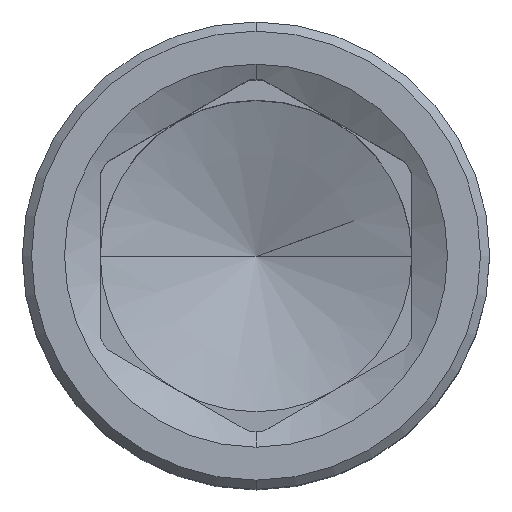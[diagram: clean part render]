
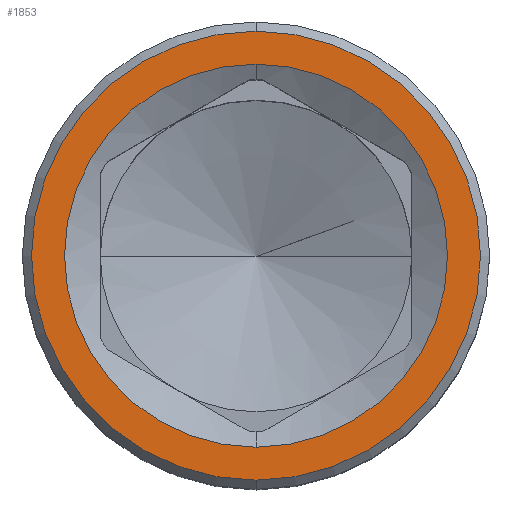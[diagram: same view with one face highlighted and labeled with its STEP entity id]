
A CAD part, top view. The second image highlights one B-rep face of the part: STEP entity #1853.
In plain terms, the highlighted planar face has unit normal (0, 0, 1).
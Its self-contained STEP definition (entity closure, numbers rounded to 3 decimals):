
#321=CARTESIAN_POINT('',(0.,0.,100.));
#322=DIRECTION('',(0.,0.,-1.));
#323=DIRECTION('',(0.,1.,0.));
#324=AXIS2_PLACEMENT_3D('',#321,#322,#323);
#326=CARTESIAN_POINT('',(0.,0.,100.));
#327=DIRECTION('',(0.,0.,-1.));
#328=DIRECTION('',(0.,-1.,0.));
#329=AXIS2_PLACEMENT_3D('',#326,#327,#328);
#331=CARTESIAN_POINT('',(0.,0.,100.));
#332=DIRECTION('',(0.,0.,1.));
#333=DIRECTION('',(0.,-1.,0.));
#334=AXIS2_PLACEMENT_3D('',#331,#332,#333);
#336=CARTESIAN_POINT('',(0.,0.,100.));
#337=DIRECTION('',(0.,0.,1.));
#338=DIRECTION('',(0.,1.,0.));
#339=AXIS2_PLACEMENT_3D('',#336,#337,#338);
#1258=CARTESIAN_POINT('',(0.,10.45,100.));
#1259=CARTESIAN_POINT('',(0.,-10.45,100.));
#1260=VERTEX_POINT('',#1258);
#1261=VERTEX_POINT('',#1259);
#1390=CARTESIAN_POINT('',(0.,-12.25,100.));
#1391=CARTESIAN_POINT('',(0.,12.25,100.));
#1392=VERTEX_POINT('',#1390);
#1393=VERTEX_POINT('',#1391);
#1837=CARTESIAN_POINT('',(0.,0.,100.));
#1838=DIRECTION('',(0.,0.,1.));
#1839=DIRECTION('',(0.,1.,0.));
#1840=AXIS2_PLACEMENT_3D('',#1837,#1838,#1839);
#1841=PLANE('',#1840);
#1843=ORIENTED_EDGE('',*,*,#1842,.F.);
#1844=ORIENTED_EDGE('',*,*,#1827,.F.);
#1845=EDGE_LOOP('',(#1843,#1844));
#1846=FACE_OUTER_BOUND('',#1845,.F.);
#1848=ORIENTED_EDGE('',*,*,#1847,.F.);
#1850=ORIENTED_EDGE('',*,*,#1849,.F.);
#1851=EDGE_LOOP('',(#1848,#1850));
#1852=FACE_BOUND('',#1851,.F.);
#1853=ADVANCED_FACE('',(#1846,#1852),#1841,.T.);
#325=CIRCLE('',#324,10.45);
#330=CIRCLE('',#329,10.45);
#335=CIRCLE('',#334,12.25);
#340=CIRCLE('',#339,12.25);
#1827=EDGE_CURVE('',#1393,#1392,#340,.T.);
#1842=EDGE_CURVE('',#1392,#1393,#335,.T.);
#1847=EDGE_CURVE('',#1260,#1261,#325,.T.);
#1849=EDGE_CURVE('',#1261,#1260,#330,.T.);
